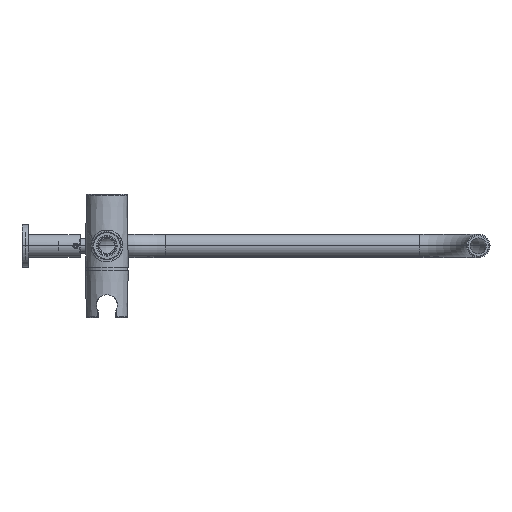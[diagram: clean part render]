
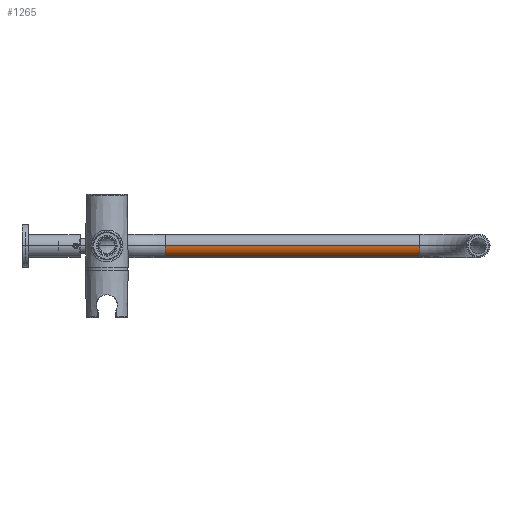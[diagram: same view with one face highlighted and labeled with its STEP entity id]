
A CAD part, front view. The second image highlights one B-rep face of the part: STEP entity #1265.
In plain terms, the highlighted cylindrical face has radius 11 mm (diameter 22 mm), a partial arc.
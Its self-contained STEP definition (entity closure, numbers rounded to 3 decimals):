
#221 = CARTESIAN_POINT ( 'NONE',  ( 295., 1161.291, 0. ) ) ;
#227 = CIRCLE ( 'NONE', #8648, 11. ) ;
#285 = CYLINDRICAL_SURFACE ( 'NONE', #4883, 11. ) ;
#348 = CARTESIAN_POINT ( 'NONE',  ( 295., 1172.291, 0. ) ) ;
#672 = CARTESIAN_POINT ( 'NONE',  ( 295., 1183.291, 0. ) ) ;
#1043 = DIRECTION ( 'NONE',  ( 1., 0., 0. ) ) ;
#1265 = ADVANCED_FACE ( 'NONE', ( #6320 ), #285, .T. ) ;
#1319 = ORIENTED_EDGE ( 'NONE', *, *, #2742, .F. ) ;
#1855 = VECTOR ( 'NONE', #5664, 1000. ) ;
#2266 = VERTEX_POINT ( 'NONE', #672 ) ;
#2529 = VERTEX_POINT ( 'NONE', #221 ) ;
#2632 = VECTOR ( 'NONE', #6732, 1000. ) ;
#2742 = EDGE_CURVE ( 'NONE', #3202, #5154, #227, .T. ) ;
#2943 = ORIENTED_EDGE ( 'NONE', *, *, #7974, .T. ) ;
#2981 = EDGE_CURVE ( 'NONE', #2266, #2529, #9452, .T. ) ;
#3180 = EDGE_LOOP ( 'NONE', ( #9684, #1319, #2943, #6254 ) ) ;
#3202 = VERTEX_POINT ( 'NONE', #4014 ) ;
#3322 = CARTESIAN_POINT ( 'NONE',  ( 55., 1172.291, 0. ) ) ;
#3766 = LINE ( 'NONE', #7693, #2632 ) ;
#4014 = CARTESIAN_POINT ( 'NONE',  ( 55., 1183.291, 0. ) ) ;
#4042 = LINE ( 'NONE', #5618, #1855 ) ;
#4883 = AXIS2_PLACEMENT_3D ( 'NONE', #3322, #1043, #7853 ) ;
#5154 = VERTEX_POINT ( 'NONE', #6024 ) ;
#5573 = DIRECTION ( 'NONE',  ( -1., 0., 0. ) ) ;
#5618 = CARTESIAN_POINT ( 'NONE',  ( 55., 1161.291, 0. ) ) ;
#5664 = DIRECTION ( 'NONE',  ( 1., 0., 0. ) ) ;
#6024 = CARTESIAN_POINT ( 'NONE',  ( 55., 1161.291, 0. ) ) ;
#6254 = ORIENTED_EDGE ( 'NONE', *, *, #2981, .T. ) ;
#6265 = EDGE_CURVE ( 'NONE', #5154, #2529, #4042, .T. ) ;
#6320 = FACE_OUTER_BOUND ( 'NONE', #3180, .T. ) ;
#6732 = DIRECTION ( 'NONE',  ( 1., 0., 0. ) ) ;
#7693 = CARTESIAN_POINT ( 'NONE',  ( 55., 1183.291, 0. ) ) ;
#7853 = DIRECTION ( 'NONE',  ( 0., 1., 0. ) ) ;
#7974 = EDGE_CURVE ( 'NONE', #3202, #2266, #3766, .T. ) ;
#8515 = CARTESIAN_POINT ( 'NONE',  ( 55., 1172.291, 0. ) ) ;
#8648 = AXIS2_PLACEMENT_3D ( 'NONE', #8515, #5573, #8672 ) ;
#8672 = DIRECTION ( 'NONE',  ( 0., 0., 1. ) ) ;
#8771 = DIRECTION ( 'NONE',  ( 0., 0., 1. ) ) ;
#9452 = CIRCLE ( 'NONE', #9768, 11. ) ;
#9521 = DIRECTION ( 'NONE',  ( -1., 0., 0. ) ) ;
#9684 = ORIENTED_EDGE ( 'NONE', *, *, #6265, .F. ) ;
#9768 = AXIS2_PLACEMENT_3D ( 'NONE', #348, #9521, #8771 ) ;
